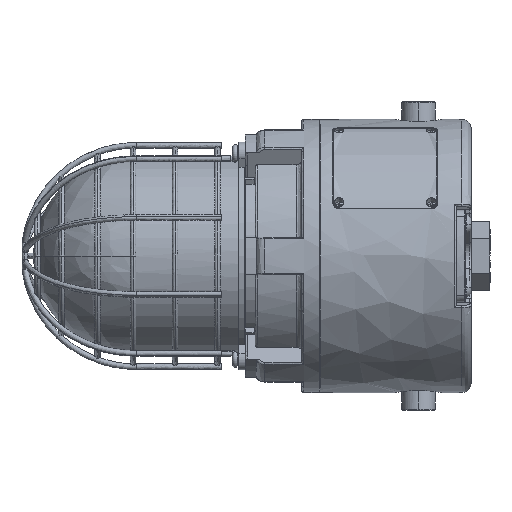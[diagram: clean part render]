
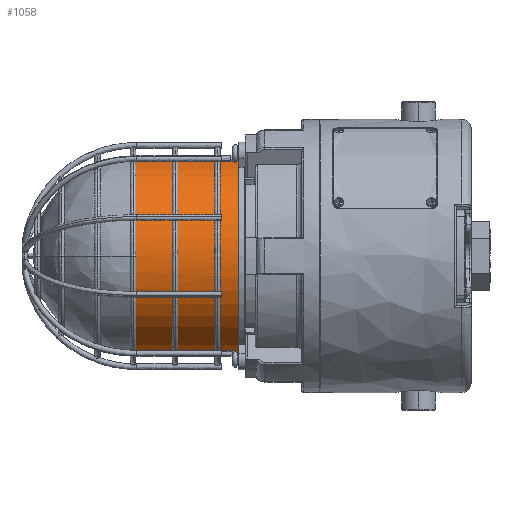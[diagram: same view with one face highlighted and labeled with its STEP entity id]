
A CAD part, left-side view. The second image highlights one B-rep face of the part: STEP entity #1058.
In plain terms, the highlighted free-form (B-spline) face has degree [2, 1] with [5, 2] control points.
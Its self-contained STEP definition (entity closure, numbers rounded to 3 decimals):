
#362 = VERTEX_POINT('',#363);
#363 = CARTESIAN_POINT('',(0.,75.967,
    55.539));
#369 = EDGE_CURVE('',#362,#370,#372,.T.);
#370 = VERTEX_POINT('',#371);
#371 = CARTESIAN_POINT('',(0.,16.589,
    55.539));
#372 = B_SPLINE_CURVE_WITH_KNOTS('',1,(#373,#374),.UNSPECIFIED.,.F.,.F.,
  (2,2),(-199.199,-142.666),.PIECEWISE_BEZIER_KNOTS.);
#373 = CARTESIAN_POINT('',(0.,75.967,
    55.539));
#374 = CARTESIAN_POINT('',(0.,16.589,
    55.539));
#377 = VERTEX_POINT('',#378);
#378 = CARTESIAN_POINT('',(0.,16.589,-55.539));
#386 = EDGE_CURVE('',#387,#377,#389,.T.);
#387 = VERTEX_POINT('',#388);
#388 = CARTESIAN_POINT('',(0.,75.967,-55.539));
#389 = B_SPLINE_CURVE_WITH_KNOTS('',1,(#390,#391),.UNSPECIFIED.,.F.,.F.,
  (2,2),(-199.199,-142.666),.PIECEWISE_BEZIER_KNOTS.);
#390 = CARTESIAN_POINT('',(0.,75.967,-55.539));
#391 = CARTESIAN_POINT('',(0.,16.589,-55.539));
#498 = VERTEX_POINT('',#499);
#499 = CARTESIAN_POINT('',(-55.539,75.967,
    0.));
#505 = EDGE_CURVE('',#362,#498,#506,.T.);
#506 = ( BOUNDED_CURVE() B_SPLINE_CURVE(2,(#507,#508,#509),
.UNSPECIFIED.,.F.,.F.) B_SPLINE_CURVE_WITH_KNOTS((3,3),(3.142,
4.712),.PIECEWISE_BEZIER_KNOTS.) CURVE() 
GEOMETRIC_REPRESENTATION_ITEM() RATIONAL_B_SPLINE_CURVE((1.,
0.707,1.)) REPRESENTATION_ITEM('') );
#507 = CARTESIAN_POINT('',(0.,75.967,
    55.539));
#508 = CARTESIAN_POINT('',(-55.539,75.967,
    55.539));
#509 = CARTESIAN_POINT('',(-55.539,75.967,
    0.));
#704 = EDGE_CURVE('',#498,#387,#705,.T.);
#705 = ( BOUNDED_CURVE() B_SPLINE_CURVE(2,(#706,#707,#708),
.UNSPECIFIED.,.F.,.F.) B_SPLINE_CURVE_WITH_KNOTS((3,3),(4.712,
6.283),.PIECEWISE_BEZIER_KNOTS.) CURVE() 
GEOMETRIC_REPRESENTATION_ITEM() RATIONAL_B_SPLINE_CURVE((1.,
0.707,1.)) REPRESENTATION_ITEM('') );
#706 = CARTESIAN_POINT('',(-55.539,75.967,
    0.));
#707 = CARTESIAN_POINT('',(-55.539,75.967,
    -55.539));
#708 = CARTESIAN_POINT('',(0.,75.967,
    -55.539));
#1013 = EDGE_CURVE('',#370,#377,#1014,.T.);
#1014 = ( BOUNDED_CURVE() B_SPLINE_CURVE(2,(#1015,#1016,#1017,#1018,
#1019),.UNSPECIFIED.,.F.,.F.) B_SPLINE_CURVE_WITH_KNOTS((3,2,3),(
    3.142,4.712,6.283),
.PIECEWISE_BEZIER_KNOTS.) CURVE() GEOMETRIC_REPRESENTATION_ITEM() 
RATIONAL_B_SPLINE_CURVE((1.,0.707,1.,0.707,1.)) 
REPRESENTATION_ITEM('') );
#1015 = CARTESIAN_POINT('',(0.,16.589,
    55.539));
#1016 = CARTESIAN_POINT('',(-55.539,16.589,
    55.539));
#1017 = CARTESIAN_POINT('',(-55.539,16.589,
    0.));
#1018 = CARTESIAN_POINT('',(-55.539,16.589,
    -55.539));
#1019 = CARTESIAN_POINT('',(0.,16.589,
    -55.539));
#1058 = ADVANCED_FACE('',(#1059),#1066,.T.);
#1059 = FACE_BOUND('',#1060,.T.);
#1060 = EDGE_LOOP('',(#1061,#1062,#1063,#1064,#1065));
#1061 = ORIENTED_EDGE('',*,*,#369,.F.);
#1062 = ORIENTED_EDGE('',*,*,#505,.T.);
#1063 = ORIENTED_EDGE('',*,*,#704,.T.);
#1064 = ORIENTED_EDGE('',*,*,#386,.T.);
#1065 = ORIENTED_EDGE('',*,*,#1013,.F.);
#1066 = ( BOUNDED_SURFACE() B_SPLINE_SURFACE(2,1,(
    (#1067,#1068)
    ,(#1069,#1070)
    ,(#1071,#1072)
    ,(#1073,#1074)
    ,(#1075,#1076
)),.UNSPECIFIED.,.F.,.F.,.F.) B_SPLINE_SURFACE_WITH_KNOTS((3,2,3),(2,2),
  (3.142,4.712,6.283),(-199.199,
    -142.666),.PIECEWISE_BEZIER_KNOTS.) 
GEOMETRIC_REPRESENTATION_ITEM() RATIONAL_B_SPLINE_SURFACE((
    (1.,1.)
    ,(0.707,0.707)
    ,(1.,1.)
    ,(0.707,0.707)
,(1.,1.))) REPRESENTATION_ITEM('') SURFACE() );
#1067 = CARTESIAN_POINT('',(0.,75.967,
    55.539));
#1068 = CARTESIAN_POINT('',(0.,16.589,
    55.539));
#1069 = CARTESIAN_POINT('',(-55.539,75.967,
    55.539));
#1070 = CARTESIAN_POINT('',(-55.539,16.589,
    55.539));
#1071 = CARTESIAN_POINT('',(-55.539,75.967,
    0.));
#1072 = CARTESIAN_POINT('',(-55.539,16.589,
    0.));
#1073 = CARTESIAN_POINT('',(-55.539,75.967,
    -55.539));
#1074 = CARTESIAN_POINT('',(-55.539,16.589,
    -55.539));
#1075 = CARTESIAN_POINT('',(0.,75.967,
    -55.539));
#1076 = CARTESIAN_POINT('',(0.,16.589,
    -55.539));
